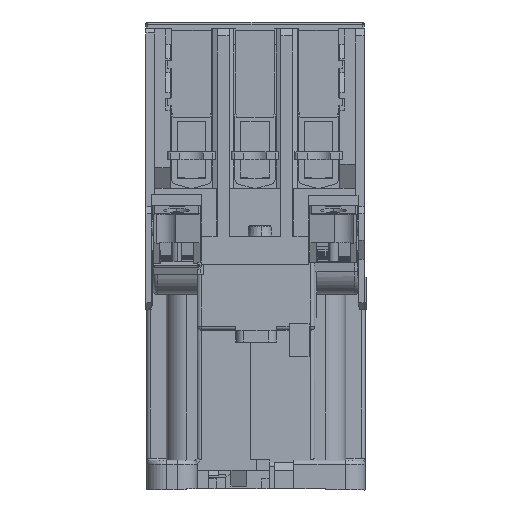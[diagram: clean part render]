
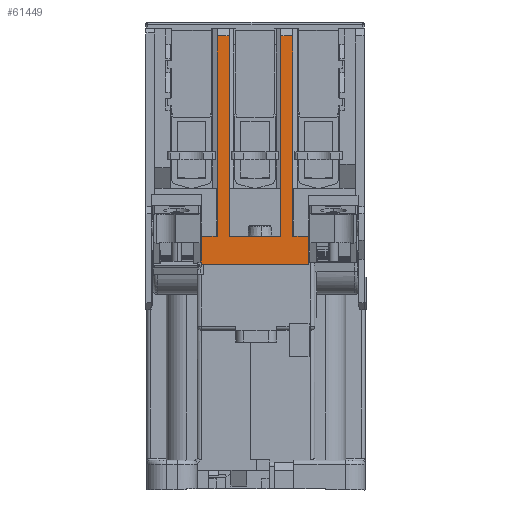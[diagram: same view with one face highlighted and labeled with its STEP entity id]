
A CAD part, left-side view. The second image highlights one B-rep face of the part: STEP entity #61449.
In plain terms, the highlighted planar face has unit normal (-1, 0, 0).
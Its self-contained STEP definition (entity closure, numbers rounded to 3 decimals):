
#12245=DIRECTION('',(0.,1.,0.));
#12246=VECTOR('',#12245,4.);
#12247=CARTESIAN_POINT('',(-25.448,29.003,
29.301));
#12248=LINE('',#12247,#12246);
#13962=DIRECTION('',(0.,0.,1.));
#13963=VECTOR('',#13962,50.45);
#13964=CARTESIAN_POINT('',(-25.448,10.003,
29.301));
#13965=LINE('',#13964,#13963);
#13976=DIRECTION('',(0.,1.,0.));
#13977=VECTOR('',#13976,4.);
#13978=CARTESIAN_POINT('',(-25.448,6.003,
29.301));
#13979=LINE('',#13978,#13977);
#14004=DIRECTION('',(0.,1.,0.));
#14005=VECTOR('',#14004,27.);
#14006=CARTESIAN_POINT('',(-25.448,6.003,
22.301));
#14007=LINE('',#14006,#14005);
#14011=DIRECTION('',(0.,0.,1.));
#14012=VECTOR('',#14011,7.);
#14013=CARTESIAN_POINT('',(-25.448,33.003,
22.301));
#14014=LINE('',#14013,#14012);
#14025=DIRECTION('',(0.,0.,1.));
#14026=VECTOR('',#14025,7.);
#14027=CARTESIAN_POINT('',(-25.448,6.003,
22.301));
#14028=LINE('',#14027,#14026);
#14540=DIRECTION('',(0.,1.,0.));
#14541=VECTOR('',#14540,13.);
#14542=CARTESIAN_POINT('',(-25.448,13.003,
29.301));
#14543=LINE('',#14542,#14541);
#14669=DIRECTION('',(0.,0.,1.));
#14670=VECTOR('',#14669,50.45);
#14671=CARTESIAN_POINT('',(-25.448,26.003,
29.301));
#14672=LINE('',#14671,#14670);
#14676=DIRECTION('',(0.,1.,0.));
#14677=VECTOR('',#14676,3.);
#14678=CARTESIAN_POINT('',(-25.448,26.003,
79.751));
#14679=LINE('',#14678,#14677);
#14690=DIRECTION('',(0.,0.,-1.));
#14691=VECTOR('',#14690,50.45);
#14692=CARTESIAN_POINT('',(-25.448,29.003,
79.751));
#14693=LINE('',#14692,#14691);
#22630=DIRECTION('',(0.,0.,-1.));
#22631=VECTOR('',#22630,50.45);
#22632=CARTESIAN_POINT('',(-25.448,13.003,
79.751));
#22633=LINE('',#22632,#22631);
#22651=DIRECTION('',(0.,1.,0.));
#22652=VECTOR('',#22651,3.);
#22653=CARTESIAN_POINT('',(-25.448,10.003,
79.751));
#22654=LINE('',#22653,#22652);
#47250=CARTESIAN_POINT('',(-25.448,33.003,
29.301));
#47251=VERTEX_POINT('',#47250);
#47252=CARTESIAN_POINT('',(-25.448,33.003,
22.301));
#47253=VERTEX_POINT('',#47252);
#47274=CARTESIAN_POINT('',(-25.448,29.003,
29.301));
#47275=VERTEX_POINT('',#47274);
#47867=CARTESIAN_POINT('',(-25.448,10.003,
29.301));
#47868=VERTEX_POINT('',#47867);
#47869=CARTESIAN_POINT('',(-25.448,10.003,
79.751));
#47870=VERTEX_POINT('',#47869);
#47871=CARTESIAN_POINT('',(-25.448,6.003,
29.301));
#47872=VERTEX_POINT('',#47871);
#47877=CARTESIAN_POINT('',(-25.448,6.003,
22.301));
#47878=VERTEX_POINT('',#47877);
#47879=CARTESIAN_POINT('',(-25.448,29.003,
79.751));
#47880=VERTEX_POINT('',#47879);
#47881=CARTESIAN_POINT('',(-25.448,26.003,
79.751));
#47882=VERTEX_POINT('',#47881);
#47883=CARTESIAN_POINT('',(-25.448,26.003,
29.301));
#47884=VERTEX_POINT('',#47883);
#47885=CARTESIAN_POINT('',(-25.448,13.003,
29.301));
#47886=VERTEX_POINT('',#47885);
#47887=CARTESIAN_POINT('',(-25.448,13.003,
79.751));
#47888=VERTEX_POINT('',#47887);
#61422=CARTESIAN_POINT('',(-25.448,19.503,
51.026));
#61423=DIRECTION('',(1.,0.,0.));
#61424=DIRECTION('',(0.,0.,1.));
#61425=AXIS2_PLACEMENT_3D('',#61422,#61423,#61424);
#61426=PLANE('',#61425);
#61427=ORIENTED_EDGE('',*,*,#61396,.F.);
#61428=ORIENTED_EDGE('',*,*,#61409,.F.);
#61430=ORIENTED_EDGE('',*,*,#61429,.F.);
#61432=ORIENTED_EDGE('',*,*,#61431,.T.);
#61433=ORIENTED_EDGE('',*,*,#60036,.T.);
#61434=ORIENTED_EDGE('',*,*,#60178,.F.);
#61436=ORIENTED_EDGE('',*,*,#61435,.F.);
#61438=ORIENTED_EDGE('',*,*,#61437,.F.);
#61440=ORIENTED_EDGE('',*,*,#61439,.F.);
#61442=ORIENTED_EDGE('',*,*,#61441,.F.);
#61444=ORIENTED_EDGE('',*,*,#61443,.F.);
#61446=ORIENTED_EDGE('',*,*,#61445,.F.);
#61447=EDGE_LOOP('',(#61427,#61428,#61430,#61432,#61433,#61434,#61436,#61438,
#61440,#61442,#61444,#61446));
#61448=FACE_OUTER_BOUND('',#61447,.F.);
#60036=EDGE_CURVE('',#47253,#47251,#14014,.T.);
#60178=EDGE_CURVE('',#47275,#47251,#12248,.T.);
#61396=EDGE_CURVE('',#47868,#47870,#13965,.T.);
#61409=EDGE_CURVE('',#47872,#47868,#13979,.T.);
#61429=EDGE_CURVE('',#47878,#47872,#14028,.T.);
#61431=EDGE_CURVE('',#47878,#47253,#14007,.T.);
#61435=EDGE_CURVE('',#47880,#47275,#14693,.T.);
#61437=EDGE_CURVE('',#47882,#47880,#14679,.T.);
#61439=EDGE_CURVE('',#47884,#47882,#14672,.T.);
#61441=EDGE_CURVE('',#47886,#47884,#14543,.T.);
#61443=EDGE_CURVE('',#47888,#47886,#22633,.T.);
#61445=EDGE_CURVE('',#47870,#47888,#22654,.T.);
#61449=ADVANCED_FACE('',(#61448),#61426,.F.);
